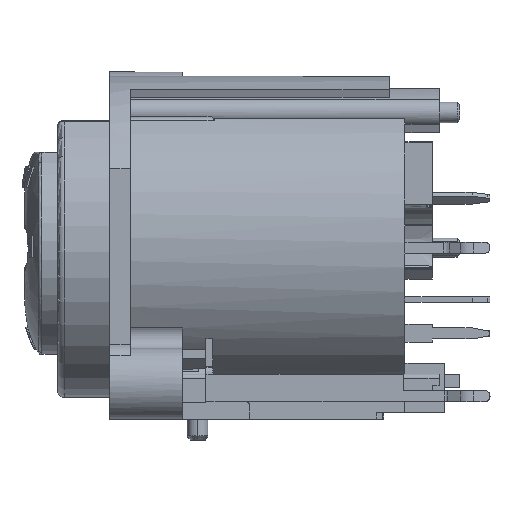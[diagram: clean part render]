
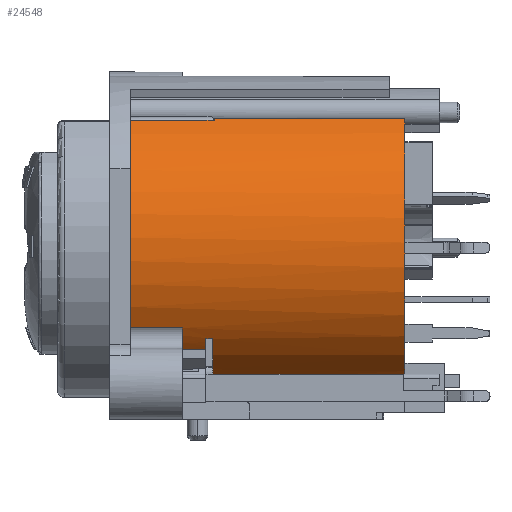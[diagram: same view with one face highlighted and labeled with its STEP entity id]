
A CAD part, left-side view. The second image highlights one B-rep face of the part: STEP entity #24548.
In plain terms, the highlighted cylindrical face has radius 10.9 mm (diameter 21.8 mm), a partial arc.
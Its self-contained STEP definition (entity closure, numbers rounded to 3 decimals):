
#3394=CARTESIAN_POINT('',(0.,26.852,
12.5));
#3395=DIRECTION('',(0.,-1.,0.));
#3396=DIRECTION('',(-0.794,0.,-0.608));
#3397=AXIS2_PLACEMENT_3D('',#3394,#3395,#3396);
#3824=CARTESIAN_POINT('',(0.,12.352,
12.5));
#3825=DIRECTION('',(0.,1.,0.));
#3826=DIRECTION('',(-0.101,0.,-0.995));
#3827=AXIS2_PLACEMENT_3D('',#3824,#3825,#3826);
#8395=CARTESIAN_POINT('',(0.,28.552,
12.5));
#8396=DIRECTION('',(0.,-1.,0.));
#8397=DIRECTION('',(-0.844,0.,-0.536));
#8398=AXIS2_PLACEMENT_3D('',#8395,#8396,#8397);
#8774=CARTESIAN_POINT('',(0.,32.352,
12.5));
#8775=DIRECTION('',(0.,-1.,0.));
#8776=DIRECTION('',(-0.525,0.,0.851));
#8777=AXIS2_PLACEMENT_3D('',#8774,#8775,#8776);
#8834=DIRECTION('',(0.,1.,0.));
#8835=VECTOR('',#8834,13.9);
#8836=CARTESIAN_POINT('',(-5.542,12.352,21.886));
#8837=LINE('',#8836,#8835);
#8845=DIRECTION('',(0.,1.,0.));
#8846=VECTOR('',#8845,6.1);
#8847=CARTESIAN_POINT('',(-5.722,26.252,21.777));
#8848=LINE('',#8847,#8846);
#8857=DIRECTION('',(0.,1.,0.));
#8858=VECTOR('',#8857,0.5);
#8859=CARTESIAN_POINT('',(-8.65,26.352,5.868));
#8860=LINE('',#8859,#8858);
#8861=DIRECTION('',(0.,1.,0.));
#8862=VECTOR('',#8861,1.7);
#8863=CARTESIAN_POINT('',(-8.,26.852,5.097));
#8864=LINE('',#8863,#8862);
#8865=DIRECTION('',(0.,1.,0.));
#8866=VECTOR('',#8865,13.5);
#8867=CARTESIAN_POINT('',(-1.1,12.352,1.656));
#8868=LINE('',#8867,#8866);
#8869=DIRECTION('',(0.,1.,0.));
#8870=VECTOR('',#8869,0.5);
#8871=CARTESIAN_POINT('',(-1.947,25.852,1.775));
#8872=LINE('',#8871,#8870);
#8909=DIRECTION('',(0.,-1.,0.));
#8910=VECTOR('',#8909,3.8);
#8911=CARTESIAN_POINT('',(-9.204,32.352,6.661));
#8912=LINE('',#8911,#8910);
#8917=CARTESIAN_POINT('',(0.,26.252,
12.5));
#8918=DIRECTION('',(0.,-1.,0.));
#8919=DIRECTION('',(-0.508,0.,0.861));
#8920=AXIS2_PLACEMENT_3D('',#8917,#8918,#8919);
#9065=CARTESIAN_POINT('',(0.,25.852,
12.5));
#9066=DIRECTION('',(0.,-1.,0.));
#9067=DIRECTION('',(-0.179,0.,-0.984));
#9068=AXIS2_PLACEMENT_3D('',#9065,#9066,#9067);
#9166=CARTESIAN_POINT('',(0.,26.352,
12.5));
#9167=DIRECTION('',(0.,-1.,0.));
#9168=DIRECTION('',(-0.794,0.,-0.608));
#9169=AXIS2_PLACEMENT_3D('',#9166,#9167,#9168);
#10862=CARTESIAN_POINT('',(-1.1,12.352,
1.656));
#10863=VERTEX_POINT('',#10862);
#11190=CARTESIAN_POINT('',(-1.1,25.852,
1.656));
#11191=VERTEX_POINT('',#11190);
#11193=CARTESIAN_POINT('',(-1.947,25.852,
1.775));
#11195=VERTEX_POINT('',#11193);
#11238=CARTESIAN_POINT('',(-8.65,26.352,5.868));
#11239=CARTESIAN_POINT('',(-1.947,26.352,
1.775));
#11240=VERTEX_POINT('',#11238);
#11241=VERTEX_POINT('',#11239);
#11258=CARTESIAN_POINT('',(-5.542,26.252,
21.886));
#11259=CARTESIAN_POINT('',(-5.722,26.252,
21.777));
#11260=VERTEX_POINT('',#11258);
#11261=VERTEX_POINT('',#11259);
#11262=CARTESIAN_POINT('',(-5.542,12.352,
21.886));
#11263=VERTEX_POINT('',#11262);
#11579=CARTESIAN_POINT('',(-9.204,32.352,
6.661));
#11581=VERTEX_POINT('',#11579);
#12592=CARTESIAN_POINT('',(-9.204,28.552,
6.661));
#12593=VERTEX_POINT('',#12592);
#12594=CARTESIAN_POINT('',(-8.,28.552,
5.097));
#12595=VERTEX_POINT('',#12594);
#13121=CARTESIAN_POINT('',(-5.722,32.352,
21.777));
#13123=VERTEX_POINT('',#13121);
#13152=CARTESIAN_POINT('',(-8.,26.852,
5.097));
#13153=VERTEX_POINT('',#13152);
#13154=CARTESIAN_POINT('',(-8.65,26.852,
5.868));
#13155=VERTEX_POINT('',#13154);
#24520=CARTESIAN_POINT('',(0.,35.852,
12.5));
#24521=DIRECTION('',(0.,-1.,0.));
#24522=DIRECTION('',(-1.,0.,0.));
#24523=AXIS2_PLACEMENT_3D('',#24520,#24521,#24522);
#24524=CYLINDRICAL_SURFACE('',#24523,10.9);
#24525=ORIENTED_EDGE('',*,*,#23857,.T.);
#24526=ORIENTED_EDGE('',*,*,#16462,.T.);
#24528=ORIENTED_EDGE('',*,*,#24527,.T.);
#24529=ORIENTED_EDGE('',*,*,#23991,.F.);
#24531=ORIENTED_EDGE('',*,*,#24530,.F.);
#24532=ORIENTED_EDGE('',*,*,#24466,.F.);
#24533=ORIENTED_EDGE('',*,*,#24510,.F.);
#24535=ORIENTED_EDGE('',*,*,#24534,.F.);
#24536=ORIENTED_EDGE('',*,*,#24498,.F.);
#24537=ORIENTED_EDGE('',*,*,#16843,.F.);
#24539=ORIENTED_EDGE('',*,*,#24538,.T.);
#24541=ORIENTED_EDGE('',*,*,#24540,.F.);
#24543=ORIENTED_EDGE('',*,*,#24542,.T.);
#24545=ORIENTED_EDGE('',*,*,#24544,.F.);
#24546=EDGE_LOOP('',(#24525,#24526,#24528,#24529,#24531,#24532,#24533,#24535,
#24536,#24537,#24539,#24541,#24543,#24545));
#24547=FACE_OUTER_BOUND('',#24546,.F.);
#3398=CIRCLE('',#3397,10.9);
#3828=CIRCLE('',#3827,10.9);
#8399=CIRCLE('',#8398,10.9);
#8778=CIRCLE('',#8777,10.9);
#8921=CIRCLE('',#8920,10.9);
#9069=CIRCLE('',#9068,10.9);
#9170=CIRCLE('',#9169,10.9);
#16462=EDGE_CURVE('',#13155,#13153,#3398,.T.);
#16843=EDGE_CURVE('',#10863,#11263,#3828,.T.);
#23857=EDGE_CURVE('',#11240,#13155,#8860,.T.);
#23991=EDGE_CURVE('',#12593,#12595,#8399,.T.);
#24466=EDGE_CURVE('',#13123,#11581,#8778,.T.);
#24498=EDGE_CURVE('',#11263,#11260,#8837,.T.);
#24510=EDGE_CURVE('',#11261,#13123,#8848,.T.);
#24527=EDGE_CURVE('',#13153,#12595,#8864,.T.);
#24530=EDGE_CURVE('',#11581,#12593,#8912,.T.);
#24534=EDGE_CURVE('',#11260,#11261,#8921,.T.);
#24538=EDGE_CURVE('',#10863,#11191,#8868,.T.);
#24540=EDGE_CURVE('',#11195,#11191,#9069,.T.);
#24542=EDGE_CURVE('',#11195,#11241,#8872,.T.);
#24544=EDGE_CURVE('',#11240,#11241,#9170,.T.);
#24548=ADVANCED_FACE('',(#24547),#24524,.T.);
